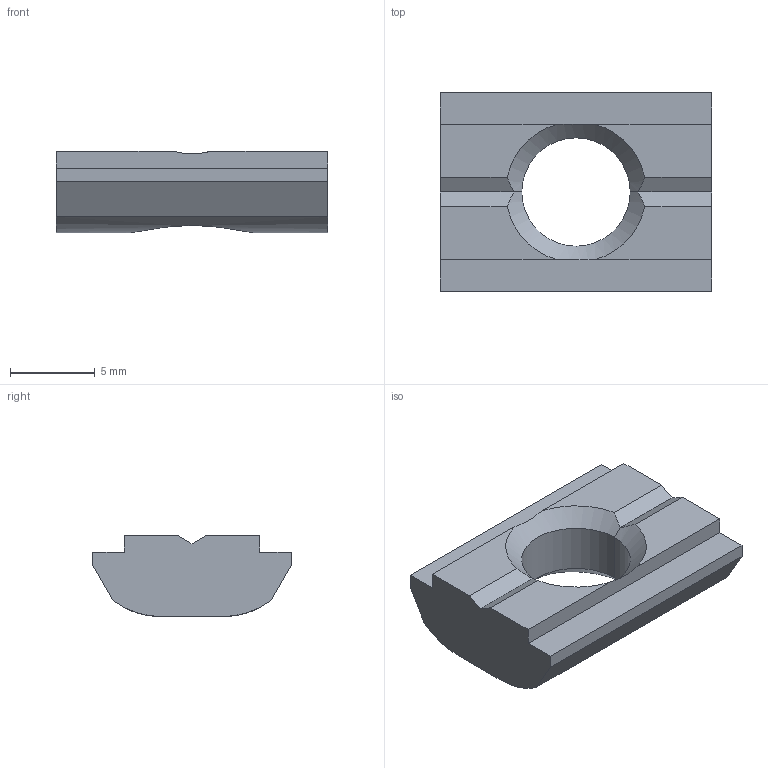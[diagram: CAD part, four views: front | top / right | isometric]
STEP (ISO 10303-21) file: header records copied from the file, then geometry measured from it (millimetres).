
FILE_DESCRIPTION(('STEP AP214'),'1');
FILE_NAME('cctmp_55245CBD-0E68-47CF-8B2E-314EDC1CEA5F_2020_5_14_7_41_42_522..stp','2020-05-14T05:41:42',('Bosch Rexroth AG'),('CADClick - www.CADClick.com'),'Spatial InterOp 3D',' ','unknown authorization - (Healing Option Enabled)');
FILE_SCHEMA(('AUTOMOTIVE_DESIGN'));
Length unit declared in the file: millimetre
Products named in the file (1): 2020_05_14__07-41-42-522
Bounding box: 16 x 11.7 x 4.8 mm (x, y, z)
Volume: 561.5 mm3; surface area: 578.9 mm2
Topology: 1 solids, 1 shells, 28 faces, 78 edges, 50 vertices
Faces by surface type: plane 20, cone 4, cylinder 4
Entity records: 1202 total; most frequent: CARTESIAN_POINT 217, ORIENTED_EDGE 156, DIRECTION 152, EDGE_CURVE 78, LINE 54, VECTOR 54, VERTEX_POINT 50, AXIS2_PLACEMENT_3D 49
